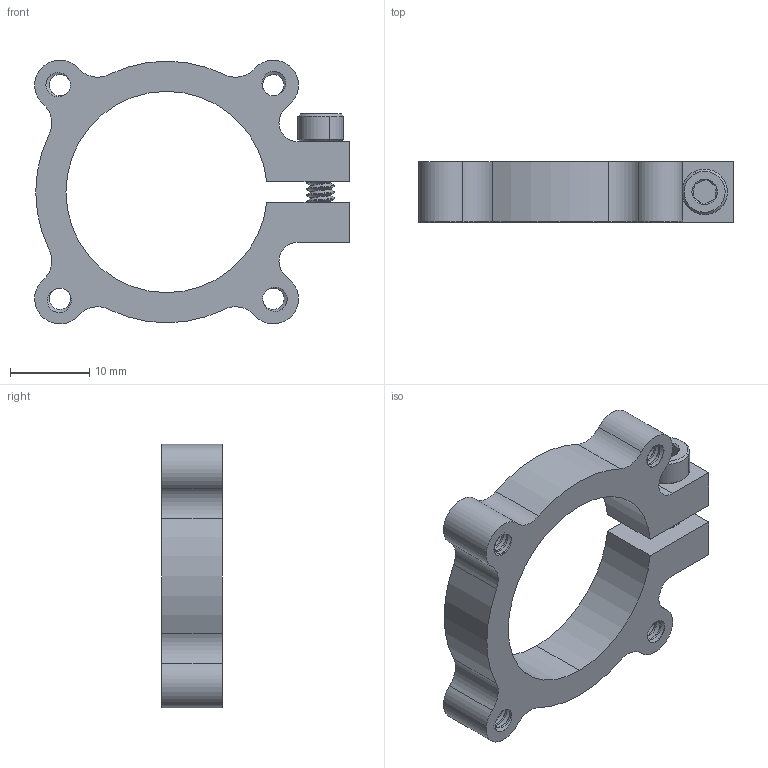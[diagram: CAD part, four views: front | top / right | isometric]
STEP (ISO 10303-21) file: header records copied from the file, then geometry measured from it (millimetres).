
FILE_DESCRIPTION (( 'STEP AP203' ), '1' );
FILE_NAME ('545352 assembly.STEP', '2016-08-15T21:57:14', ( '' ), ( '' ), 'SwSTEP 2.0', 'SolidWorks 2014', '' );
FILE_SCHEMA (( 'CONFIG_CONTROL_DESIGN' ));
Length unit declared in the file: inch
Products named in the file (3): 632114_90128A121; 545352; 545352 assembly
Assembly tree (2 placements, depth 2):
  545352 assembly
    545352
    632114_90128A121
Bounding box: 39.7 x 7.62 x 33.29 mm (x, y, z)
Volume: 4038.9 mm3; surface area: 3812.2 mm2
Topology: 2 solids, 2 shells, 333 faces, 965 edges, 638 vertices
Faces by surface type: cylinder 288, plane 20, cone 13, bspline 12
Entity records: 19314 total; most frequent: CARTESIAN_POINT 11762, ORIENTED_EDGE 1930, DIRECTION 1171, EDGE_CURVE 965, VERTEX_POINT 638, AXIS2_PLACEMENT_3D 426, EDGE_LOOP 347, ADVANCED_FACE 333
